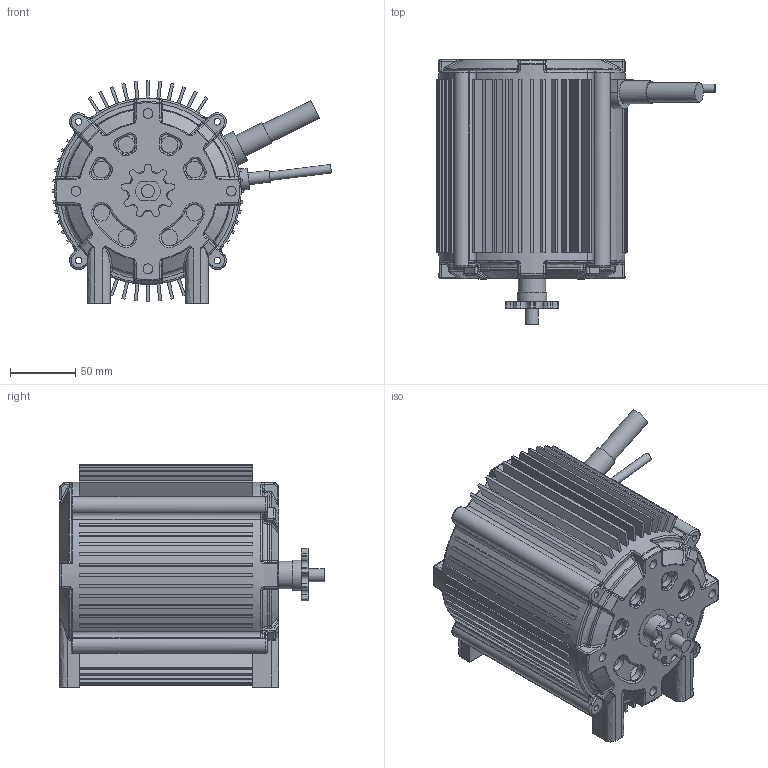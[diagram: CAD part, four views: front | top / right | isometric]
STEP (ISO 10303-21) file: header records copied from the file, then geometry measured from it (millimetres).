
FILE_DESCRIPTION(('FreeCAD Model'),'2;1');
FILE_NAME('Open CASCADE Shape Model','2025-04-28T08:15:48',('FreeCAD'),( 'FreeCAD'),'Open CASCADE STEP processor 7.6','FreeCAD','Unknown');
FILE_SCHEMA(('AUTOMOTIVE_DESIGN { 1 0 10303 214 1 1 1 1 }'));
Products named in the file (1): Open CASCADE STEP translator 7.6 1
Bounding box: 213.51 x 202.53 x 170.17 mm (x, y, z)
Volume: 2694529.9 mm3; surface area: 269027 mm2
Topology: 3 solids, 3 shells, 969 faces, 2370 edges, 1456 vertices
Faces by surface type: bspline 969
Entity records: 35051 total; most frequent: CARTESIAN_POINT 21721, ORIENTED_EDGE 4704, EDGE_CURVE 2352, VERTEX_POINT 1456, B_SPLINE_CURVE_WITH_KNOTS 1321, FACE_BOUND 1082, EDGE_LOOP 1082, ADVANCED_FACE 969
